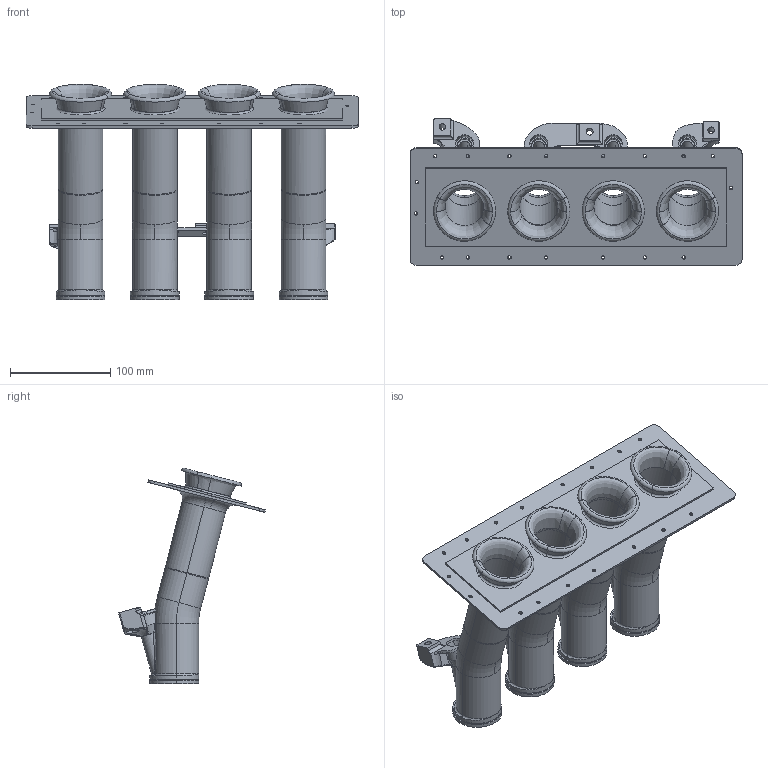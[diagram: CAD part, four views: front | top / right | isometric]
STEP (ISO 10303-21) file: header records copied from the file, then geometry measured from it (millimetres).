
FILE_DESCRIPTION(('CATIA V5 STEP Exchange'),'2;1');
FILE_NAME('EN_12003 (Tubulures v2).stp','2020-01-13T12:33:36+00:00',('none'),('none'),'CATIA Version 5 Release 19 SP 2 (IN-10)','CATIA V5 STEP AP203','none');
FILE_SCHEMA(('CONFIG_CONTROL_DESIGN'));
Length unit declared in the file: millimetre
Products named in the file (1): EN_12003 (Tubulures)
Bounding box: 330.5 x 145.99 x 214.33 mm (x, y, z)
Volume: 536577.3 mm3; surface area: 325097.2 mm2
Topology: 1 solids, 1 shells, 703 faces, 1820 edges, 1111 vertices
Faces by surface type: cylinder 258, torus 158, plane 96, bspline 86, revolution 44, sphere 31, extrusion 21, cone 9
Entity records: 34002 total; most frequent: CARTESIAN_POINT 19171, ORIENTED_EDGE 3598, DIRECTION 2002, EDGE_CURVE 1799, AXIS2_PLACEMENT_3D 1133, VERTEX_POINT 1111, EDGE_LOOP 776, B_SPLINE_CURVE_WITH_KNOTS 767
